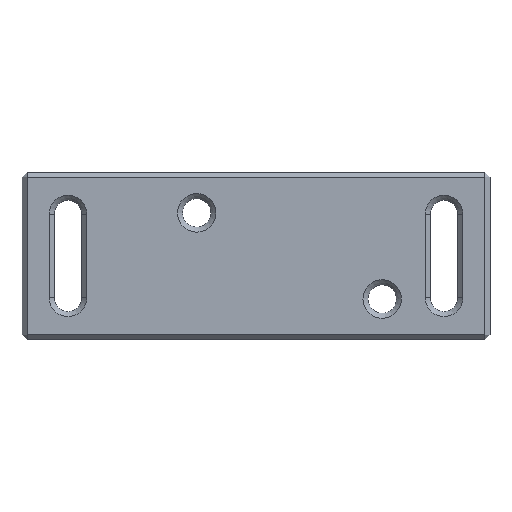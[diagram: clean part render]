
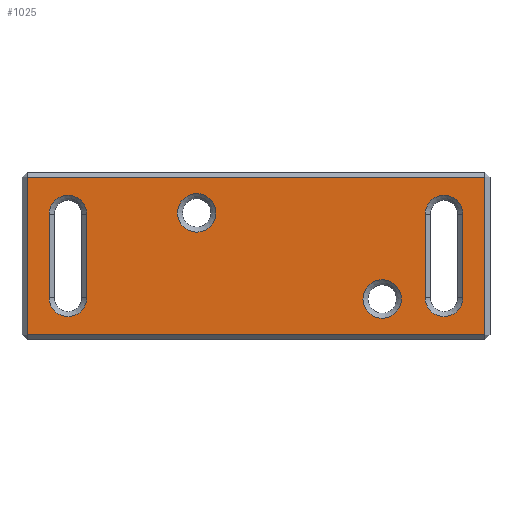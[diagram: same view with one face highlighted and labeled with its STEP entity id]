
A CAD part, top view. The second image highlights one B-rep face of the part: STEP entity #1025.
In plain terms, the highlighted planar face has unit normal (0, 0, 1).
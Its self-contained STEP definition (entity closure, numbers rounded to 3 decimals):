
#618 = VERTEX_POINT('',#619);
#619 = CARTESIAN_POINT('',(-24.75,5.,5.));
#627 = VERTEX_POINT('',#628);
#628 = CARTESIAN_POINT('',(-20.25,5.,5.));
#634 = EDGE_CURVE('',#618,#627,#635,.T.);
#635 = CIRCLE('',#636,2.25);
#636 = AXIS2_PLACEMENT_3D('',#637,#638,#639);
#637 = CARTESIAN_POINT('',(-22.5,5.,5.));
#638 = DIRECTION('',(0.,0.,-1.));
#639 = DIRECTION('',(-1.,0.,0.));
#652 = VERTEX_POINT('',#653);
#653 = CARTESIAN_POINT('',(-20.25,-5.,5.));
#659 = EDGE_CURVE('',#627,#652,#660,.T.);
#660 = LINE('',#661,#662);
#661 = CARTESIAN_POINT('',(-20.25,5.,5.));
#662 = VECTOR('',#663,1.);
#663 = DIRECTION('',(0.,-1.,0.));
#674 = VERTEX_POINT('',#675);
#675 = CARTESIAN_POINT('',(-24.75,-5.,5.));
#683 = EDGE_CURVE('',#674,#618,#684,.T.);
#684 = LINE('',#685,#686);
#685 = CARTESIAN_POINT('',(-24.75,-5.,5.));
#686 = VECTOR('',#687,1.);
#687 = DIRECTION('',(-0.,1.,0.));
#700 = EDGE_CURVE('',#652,#674,#701,.T.);
#701 = CIRCLE('',#702,2.25);
#702 = AXIS2_PLACEMENT_3D('',#703,#704,#705);
#703 = CARTESIAN_POINT('',(-22.5,-5.,5.));
#704 = DIRECTION('',(0.,0.,-1.));
#705 = DIRECTION('',(1.,0.,0.));
#759 = VERTEX_POINT('',#760);
#760 = CARTESIAN_POINT('',(27.4,-9.4,5.));
#768 = VERTEX_POINT('',#769);
#769 = CARTESIAN_POINT('',(-27.4,-9.4,5.));
#775 = EDGE_CURVE('',#759,#768,#776,.T.);
#776 = LINE('',#777,#778);
#777 = CARTESIAN_POINT('',(28.,-9.4,5.));
#778 = VECTOR('',#779,1.);
#779 = DIRECTION('',(-1.,0.,0.));
#899 = EDGE_CURVE('',#900,#768,#902,.T.);
#900 = VERTEX_POINT('',#901);
#901 = CARTESIAN_POINT('',(-27.4,9.4,5.));
#902 = LINE('',#903,#904);
#903 = CARTESIAN_POINT('',(-27.4,10.,5.));
#904 = VECTOR('',#905,1.);
#905 = DIRECTION('',(0.,-1.,0.));
#945 = EDGE_CURVE('',#946,#900,#948,.T.);
#946 = VERTEX_POINT('',#947);
#947 = CARTESIAN_POINT('',(27.4,9.4,5.));
#948 = LINE('',#949,#950);
#949 = CARTESIAN_POINT('',(28.,9.4,5.));
#950 = VECTOR('',#951,1.);
#951 = DIRECTION('',(-1.,0.,0.));
#1025 = ADVANCED_FACE('',(#1026,#1032,#1043,#1079,#1090),#1101,.F.);
#1026 = FACE_BOUND('',#1027,.F.);
#1027 = EDGE_LOOP('',(#1028,#1029,#1030,#1031));
#1028 = ORIENTED_EDGE('',*,*,#700,.F.);
#1029 = ORIENTED_EDGE('',*,*,#659,.F.);
#1030 = ORIENTED_EDGE('',*,*,#634,.F.);
#1031 = ORIENTED_EDGE('',*,*,#683,.F.);
#1032 = FACE_BOUND('',#1033,.F.);
#1033 = EDGE_LOOP('',(#1034,#1035,#1036,#1042));
#1034 = ORIENTED_EDGE('',*,*,#899,.F.);
#1035 = ORIENTED_EDGE('',*,*,#945,.F.);
#1036 = ORIENTED_EDGE('',*,*,#1037,.T.);
#1037 = EDGE_CURVE('',#946,#759,#1038,.T.);
#1038 = LINE('',#1039,#1040);
#1039 = CARTESIAN_POINT('',(27.4,10.,5.));
#1040 = VECTOR('',#1041,1.);
#1041 = DIRECTION('',(0.,-1.,0.));
#1042 = ORIENTED_EDGE('',*,*,#775,.T.);
#1043 = FACE_BOUND('',#1044,.F.);
#1044 = EDGE_LOOP('',(#1045,#1056,#1064,#1073));
#1045 = ORIENTED_EDGE('',*,*,#1046,.F.);
#1046 = EDGE_CURVE('',#1047,#1049,#1051,.T.);
#1047 = VERTEX_POINT('',#1048);
#1048 = CARTESIAN_POINT('',(24.75,-5.,5.));
#1049 = VERTEX_POINT('',#1050);
#1050 = CARTESIAN_POINT('',(20.25,-5.,5.));
#1051 = CIRCLE('',#1052,2.25);
#1052 = AXIS2_PLACEMENT_3D('',#1053,#1054,#1055);
#1053 = CARTESIAN_POINT('',(22.5,-5.,5.));
#1054 = DIRECTION('',(0.,0.,-1.));
#1055 = DIRECTION('',(1.,0.,0.));
#1056 = ORIENTED_EDGE('',*,*,#1057,.F.);
#1057 = EDGE_CURVE('',#1058,#1047,#1060,.T.);
#1058 = VERTEX_POINT('',#1059);
#1059 = CARTESIAN_POINT('',(24.75,5.,5.));
#1060 = LINE('',#1061,#1062);
#1061 = CARTESIAN_POINT('',(24.75,5.,5.));
#1062 = VECTOR('',#1063,1.);
#1063 = DIRECTION('',(0.,-1.,0.));
#1064 = ORIENTED_EDGE('',*,*,#1065,.F.);
#1065 = EDGE_CURVE('',#1066,#1058,#1068,.T.);
#1066 = VERTEX_POINT('',#1067);
#1067 = CARTESIAN_POINT('',(20.25,5.,5.));
#1068 = CIRCLE('',#1069,2.25);
#1069 = AXIS2_PLACEMENT_3D('',#1070,#1071,#1072);
#1070 = CARTESIAN_POINT('',(22.5,5.,5.));
#1071 = DIRECTION('',(0.,0.,-1.));
#1072 = DIRECTION('',(-1.,0.,0.));
#1073 = ORIENTED_EDGE('',*,*,#1074,.F.);
#1074 = EDGE_CURVE('',#1049,#1066,#1075,.T.);
#1075 = LINE('',#1076,#1077);
#1076 = CARTESIAN_POINT('',(20.25,-5.,5.));
#1077 = VECTOR('',#1078,1.);
#1078 = DIRECTION('',(-0.,1.,0.));
#1079 = FACE_BOUND('',#1080,.F.);
#1080 = EDGE_LOOP('',(#1081));
#1081 = ORIENTED_EDGE('',*,*,#1082,.T.);
#1082 = EDGE_CURVE('',#1083,#1083,#1085,.T.);
#1083 = VERTEX_POINT('',#1084);
#1084 = CARTESIAN_POINT('',(12.8,-5.15,5.));
#1085 = CIRCLE('',#1086,2.3);
#1086 = AXIS2_PLACEMENT_3D('',#1087,#1088,#1089);
#1087 = CARTESIAN_POINT('',(15.1,-5.15,5.));
#1088 = DIRECTION('',(0.,0.,1.));
#1089 = DIRECTION('',(-1.,0.,0.));
#1090 = FACE_BOUND('',#1091,.F.);
#1091 = EDGE_LOOP('',(#1092));
#1092 = ORIENTED_EDGE('',*,*,#1093,.T.);
#1093 = EDGE_CURVE('',#1094,#1094,#1096,.T.);
#1094 = VERTEX_POINT('',#1095);
#1095 = CARTESIAN_POINT('',(-9.4,5.15,5.));
#1096 = CIRCLE('',#1097,2.3);
#1097 = AXIS2_PLACEMENT_3D('',#1098,#1099,#1100);
#1098 = CARTESIAN_POINT('',(-7.1,5.15,5.));
#1099 = DIRECTION('',(0.,0.,1.));
#1100 = DIRECTION('',(-1.,0.,0.));
#1101 = PLANE('',#1102);
#1102 = AXIS2_PLACEMENT_3D('',#1103,#1104,#1105);
#1103 = CARTESIAN_POINT('',(28.,10.,5.));
#1104 = DIRECTION('',(0.,0.,-1.));
#1105 = DIRECTION('',(-1.,0.,0.));
